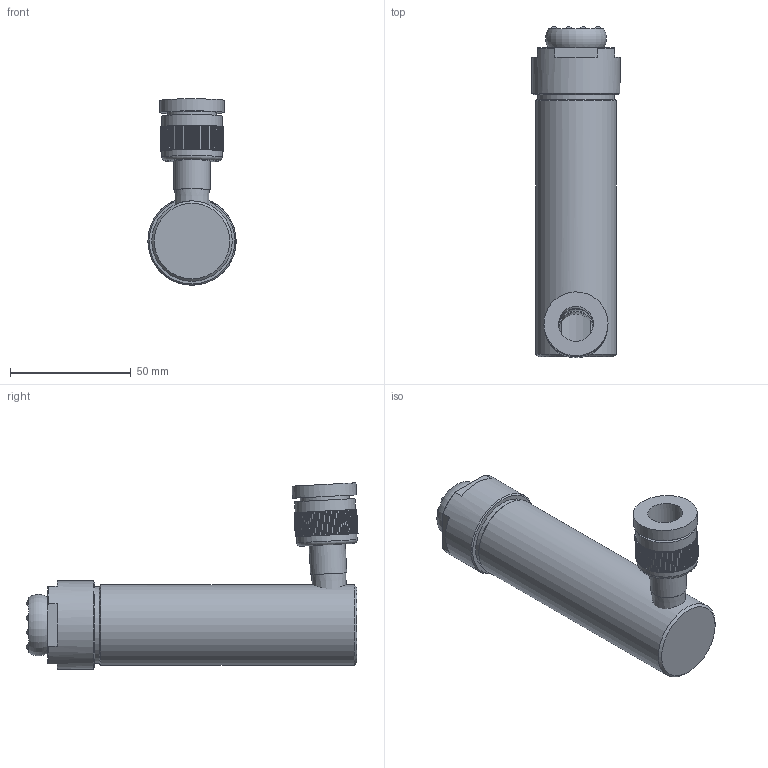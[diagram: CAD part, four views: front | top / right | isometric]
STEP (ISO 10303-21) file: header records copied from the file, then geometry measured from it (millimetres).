
FILE_DESCRIPTION (( 'STEP AP214' ), '1' );
FILE_NAME ('H0204.STEP', '2019-05-02T08:37:58', ( '' ), ( '' ), 'SwSTEP 2.0', 'SolidWorks 2019', '' );
FILE_SCHEMA (( 'AUTOMOTIVE_DESIGN' ));
Length unit declared in the file: millimetre
Products named in the file (1): H0204
Bounding box: 36.5 x 137.4 x 77.14 mm (x, y, z)
Surface area: 22934.7 mm2 (no closed solid volume)
Topology: 0 solids, 7 shells, 348 faces, 968 edges, 637 vertices
Faces by surface type: plane 237, cylinder 101, torus 6, cone 4
Full cylindrical faces by diameter (mm): 14.5 x1, 15 x1, 20.2 x1, 25 x2, 26.5 x1, 31.7 x1, 33.3 x1, 36.5 x1
Entity records: 14954 total; most frequent: CARTESIAN_POINT 2160, ORIENTED_EDGE 1880, DIRECTION 1834, EDGE_CURVE 950, LINE 684, VECTOR 684, VERTEX_POINT 634, AXIS2_PLACEMENT_3D 575
